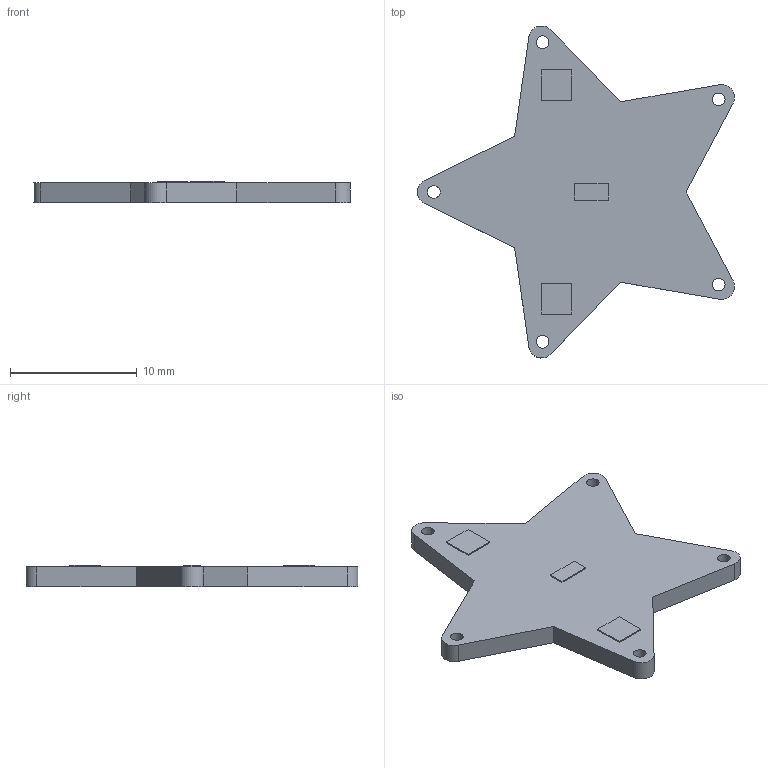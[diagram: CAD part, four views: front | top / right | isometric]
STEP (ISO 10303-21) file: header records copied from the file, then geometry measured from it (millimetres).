
FILE_DESCRIPTION(/* description */ (''),/* implementation_level */ '2;1');
FILE_NAME(/* name */ '05816eac-22d7-4a4d-9cb8-e3246e44bc72.stp',/* time_stamp */ '2020-06-11T21:18:27+00:00',/* author */ (''),/* organization */ (''),/* preprocessor_version */ 'ST-DEVELOPER v18.1',/* originating_system */ 'Autodesk Translation Framework v9.3.0.1241',/* authorisation */ '');
FILE_SCHEMA (('AUTOMOTIVE_DESIGN { 1 0 10303 214 3 1 1 }'));
Length unit declared in the file: millimetre
Products named in the file (5): 05816eac-22d7-4a4d-9cb8-e3246e44bc72; PCB Component; Board; MEDIUM_PAPER_FASTENER_NO_MARKINGS_BATTERY_BOARD; B
Assembly tree (5 placements, depth 3):
  05816eac-22d7-4a4d-9cb8-e3246e44bc72
    PCB Component
      Board
      MEDIUM_PAPER_FASTENER_NO_MARKINGS_BATTERY_BOARD  x2
      B
Bounding box: 25.05 x 26.24 x 1.67 mm (x, y, z)
Volume: 493.2 mm3; surface area: 849.4 mm2
Topology: 4 solids, 4 shells, 42 faces, 102 edges, 68 vertices
Faces by surface type: plane 30, cylinder 12
Full cylindrical faces by diameter (mm): 1 x5, 2.4 x2
Entity records: 1286 total; most frequent: DIRECTION 206, CARTESIAN_POINT 196, ORIENTED_EDGE 180, EDGE_CURVE 90, AXIS2_PLACEMENT_3D 70, LINE 66, VECTOR 66, VERTEX_POINT 60
